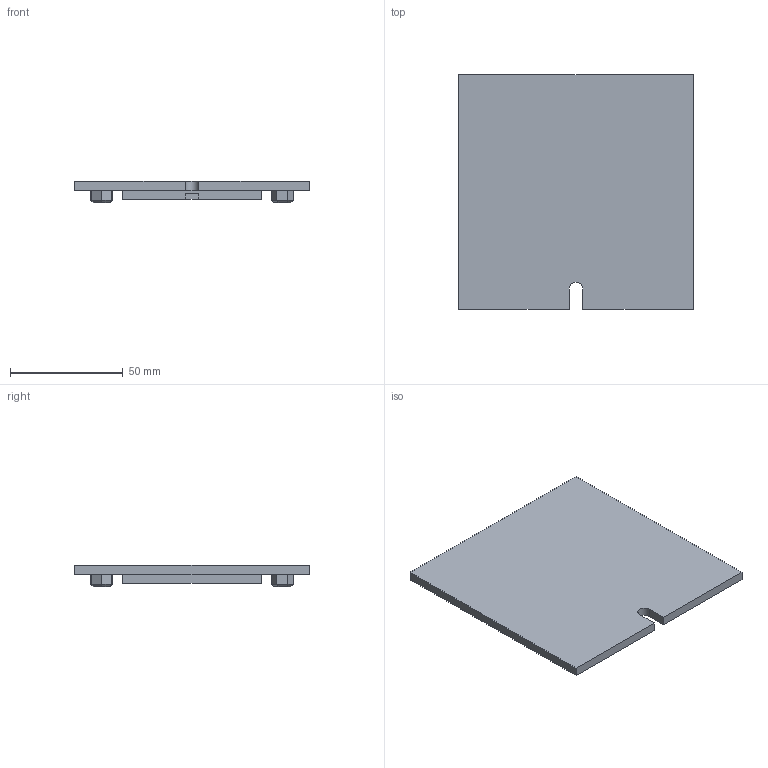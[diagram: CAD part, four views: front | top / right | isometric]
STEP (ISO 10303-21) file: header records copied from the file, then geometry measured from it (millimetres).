
FILE_DESCRIPTION(('FreeCAD Model'),'2;1');
FILE_NAME('Open CASCADE Shape Model','2023-04-30T10:50:15',('Author'),( ''),'Open CASCADE STEP processor 7.5','FreeCAD','Unknown');
FILE_SCHEMA(('AUTOMOTIVE_DESIGN { 1 0 10303 214 1 1 1 1 }'));
Length unit declared in the file: millimetre
Products named in the file (1): Cover
Bounding box: 104 x 104 x 9.5 mm (x, y, z)
Volume: 47965.8 mm3; surface area: 25649.8 mm2
Topology: 1 solids, 1 shells, 75 faces, 180 edges, 112 vertices
Faces by surface type: plane 74, cylinder 1
Entity records: 4472 total; most frequent: CARTESIAN_POINT 740, DIRECTION 692, LINE 536, VECTOR 536, ORIENTED_EDGE 360, PCURVE 360, DEFINITIONAL_REPRESENTATION 360, EDGE_CURVE 180
